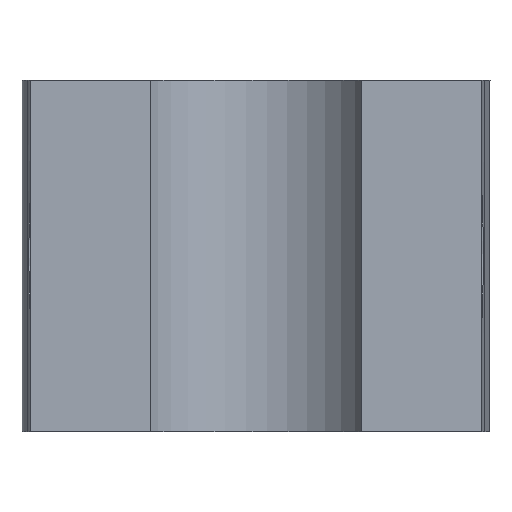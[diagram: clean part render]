
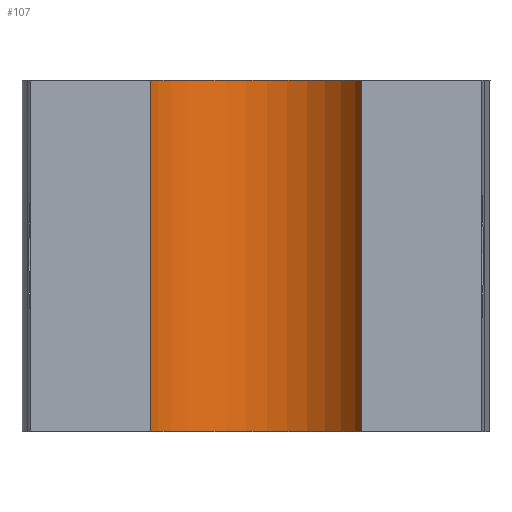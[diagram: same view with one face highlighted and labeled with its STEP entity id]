
A CAD part, left-side view. The second image highlights one B-rep face of the part: STEP entity #107.
In plain terms, the highlighted cylindrical face has radius 4.2 mm (diameter 8.4 mm), a partial arc.
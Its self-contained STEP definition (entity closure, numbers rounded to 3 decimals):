
#107 = ADVANCED_FACE( '', ( #183 ), #184, .F. );
#183 = FACE_OUTER_BOUND( '', #263, .T. );
#184 = CYLINDRICAL_SURFACE( '', #264, 4.2 );
#263 = EDGE_LOOP( '', ( #541, #542, #543, #544 ) );
#264 = AXIS2_PLACEMENT_3D( '', #545, #546, #547 );
#541 = ORIENTED_EDGE( '', *, *, #666, .T. );
#542 = ORIENTED_EDGE( '', *, *, #615, .F. );
#543 = ORIENTED_EDGE( '', *, *, #594, .F. );
#544 = ORIENTED_EDGE( '', *, *, #589, .T. );
#545 = CARTESIAN_POINT( '', ( 0., 0., 12. ) );
#546 = DIRECTION( '', ( 0., 0., 1. ) );
#547 = DIRECTION( '', ( -1., 0., 0. ) );
#589 = EDGE_CURVE( '', #706, #704, #707, .T. );
#594 = EDGE_CURVE( '', #706, #715, #716, .T. );
#615 = EDGE_CURVE( '', #715, #753, #754, .T. );
#666 = EDGE_CURVE( '', #704, #753, #829, .T. );
#704 = VERTEX_POINT( '', #878 );
#706 = VERTEX_POINT( '', #881 );
#707 = CIRCLE( '', #882, 4.2 );
#715 = VERTEX_POINT( '', #893 );
#716 = LINE( '', #894, #895 );
#753 = VERTEX_POINT( '', #956 );
#754 = CIRCLE( '', #957, 4.2 );
#829 = LINE( '', #1085, #1086 );
#878 = CARTESIAN_POINT( '', ( -2.163, 3.6, 12. ) );
#881 = CARTESIAN_POINT( '', ( -2.163, -3.6, 12. ) );
#882 = AXIS2_PLACEMENT_3D( '', #1120, #1121, #1122 );
#893 = CARTESIAN_POINT( '', ( -2.163, -3.6, 0. ) );
#894 = CARTESIAN_POINT( '', ( -2.163, -3.6, 12. ) );
#895 = VECTOR( '', #1129, 1000. );
#956 = CARTESIAN_POINT( '', ( -2.163, 3.6, 0. ) );
#957 = AXIS2_PLACEMENT_3D( '', #1165, #1166, #1167 );
#1085 = CARTESIAN_POINT( '', ( -2.163, 3.6, 12. ) );
#1086 = VECTOR( '', #1235, 1000. );
#1120 = CARTESIAN_POINT( '', ( 0., 0., 12. ) );
#1121 = DIRECTION( '', ( 0., 0., 1. ) );
#1122 = DIRECTION( '', ( -1., 0., 0. ) );
#1129 = DIRECTION( '', ( 0., 0., -1. ) );
#1165 = CARTESIAN_POINT( '', ( 0., 0., 0. ) );
#1166 = DIRECTION( '', ( 0., 0., 1. ) );
#1167 = DIRECTION( '', ( -1., 0., 0. ) );
#1235 = DIRECTION( '', ( 0., 0., -1. ) );
